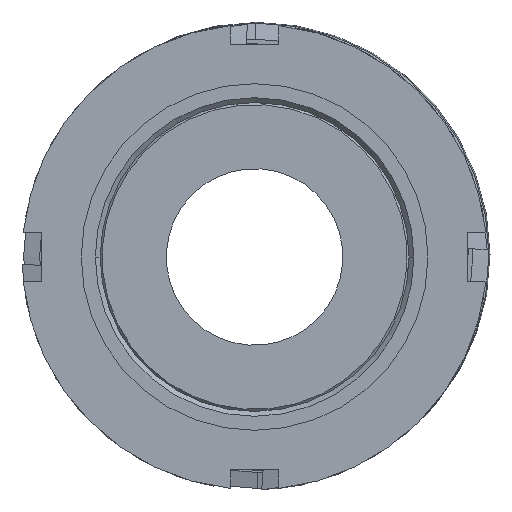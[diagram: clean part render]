
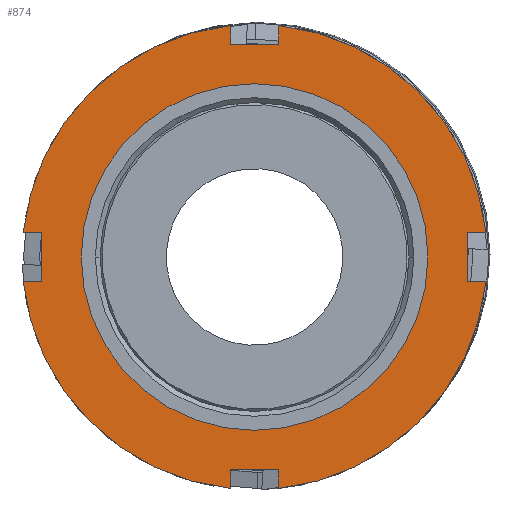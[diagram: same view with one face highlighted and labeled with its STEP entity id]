
A CAD part, front view. The second image highlights one B-rep face of the part: STEP entity #874.
In plain terms, the highlighted planar face has unit normal (0, -1, 0).
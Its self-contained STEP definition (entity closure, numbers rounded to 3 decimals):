
#47 = VERTEX_POINT ( 'NONE', #1312 ) ;
#56 = EDGE_CURVE ( 'NONE', #2883, #2808, #887, .T. ) ;
#61 = VERTEX_POINT ( 'NONE', #3105 ) ;
#66 = ORIENTED_EDGE ( 'NONE', *, *, #56, .T. ) ;
#69 = EDGE_LOOP ( 'NONE', ( #2993, #1824 ) ) ;
#76 = DIRECTION ( 'NONE',  ( -1., 0., 0. ) ) ;
#92 = AXIS2_PLACEMENT_3D ( 'NONE', #266, #3111, #796 ) ;
#131 = FACE_OUTER_BOUND ( 'NONE', #3074, .T. ) ;
#133 = CARTESIAN_POINT ( 'NONE',  ( 28.844, -20.269, 3. ) ) ;
#222 = EDGE_CURVE ( 'NONE', #1809, #1089, #1698, .T. ) ;
#229 = DIRECTION ( 'NONE',  ( -1., 0., 0. ) ) ;
#235 = DIRECTION ( 'NONE',  ( 0., 1., 0. ) ) ;
#260 = CARTESIAN_POINT ( 'NONE',  ( 21.6, -20.269, 3. ) ) ;
#261 = CIRCLE ( 'NONE', #1961, 29. ) ;
#266 = CARTESIAN_POINT ( 'NONE',  ( 0., -20.269, 0. ) ) ;
#274 = CARTESIAN_POINT ( 'NONE',  ( -26.5, -20.269, 3. ) ) ;
#276 = AXIS2_PLACEMENT_3D ( 'NONE', #942, #649, #1466 ) ;
#423 = PLANE ( 'NONE',  #276 ) ;
#449 = VERTEX_POINT ( 'NONE', #2724 ) ;
#470 = DIRECTION ( 'NONE',  ( 0., 1., 0. ) ) ;
#494 = CARTESIAN_POINT ( 'NONE',  ( 26.5, -20.269, 0. ) ) ;
#523 = ORIENTED_EDGE ( 'NONE', *, *, #808, .T. ) ;
#560 = CIRCLE ( 'NONE', #1510, 21.6 ) ;
#579 = CARTESIAN_POINT ( 'NONE',  ( 3., -20.269, 0. ) ) ;
#624 = ORIENTED_EDGE ( 'NONE', *, *, #1949, .F. ) ;
#649 = DIRECTION ( 'NONE',  ( 0., 1., 0. ) ) ;
#721 = VECTOR ( 'NONE', #1320, 1000. ) ;
#726 = CIRCLE ( 'NONE', #2865, 29. ) ;
#743 = DIRECTION ( 'NONE',  ( 0., 0., -1. ) ) ;
#780 = DIRECTION ( 'NONE',  ( -1., 0., 0. ) ) ;
#794 = VERTEX_POINT ( 'NONE', #1135 ) ;
#796 = DIRECTION ( 'NONE',  ( -1., 0., 0. ) ) ;
#804 = ORIENTED_EDGE ( 'NONE', *, *, #1762, .F. ) ;
#808 = EDGE_CURVE ( 'NONE', #1151, #47, #1086, .T. ) ;
#812 = VERTEX_POINT ( 'NONE', #133 ) ;
#820 = CARTESIAN_POINT ( 'NONE',  ( 0., -20.269, 0. ) ) ;
#824 = CARTESIAN_POINT ( 'NONE',  ( 0., -20.269, 0. ) ) ;
#825 = CARTESIAN_POINT ( 'NONE',  ( 0., -20.269, -26.5 ) ) ;
#841 = DIRECTION ( 'NONE',  ( 0., 0., 1. ) ) ;
#844 = DIRECTION ( 'NONE',  ( 0., 1., 0. ) ) ;
#867 = AXIS2_PLACEMENT_3D ( 'NONE', #2272, #235, #229 ) ;
#874 = ADVANCED_FACE ( 'NONE', ( #2963, #131 ), #423, .F. ) ;
#887 = LINE ( 'NONE', #1579, #721 ) ;
#902 = CARTESIAN_POINT ( 'NONE',  ( 26.5, -20.269, 3. ) ) ;
#917 = EDGE_CURVE ( 'NONE', #1151, #3020, #3001, .T. ) ;
#942 = CARTESIAN_POINT ( 'NONE',  ( 21.6, -20.269, 0. ) ) ;
#948 = EDGE_CURVE ( 'NONE', #449, #61, #2645, .T. ) ;
#959 = CARTESIAN_POINT ( 'NONE',  ( 0., -20.269, 0. ) ) ;
#994 = CARTESIAN_POINT ( 'NONE',  ( -21.6, -20.269, 0. ) ) ;
#1007 = EDGE_CURVE ( 'NONE', #1311, #1585, #1964, .T. ) ;
#1086 = LINE ( 'NONE', #1667, #2444 ) ;
#1089 = VERTEX_POINT ( 'NONE', #3245 ) ;
#1094 = ORIENTED_EDGE ( 'NONE', *, *, #2956, .F. ) ;
#1107 = ORIENTED_EDGE ( 'NONE', *, *, #222, .F. ) ;
#1127 = VECTOR ( 'NONE', #780, 1000. ) ;
#1135 = CARTESIAN_POINT ( 'NONE',  ( -3., -20.269, 28.844 ) ) ;
#1137 = EDGE_CURVE ( 'NONE', #1089, #812, #1644, .T. ) ;
#1146 = DIRECTION ( 'NONE',  ( -1., 0., 0. ) ) ;
#1151 = VERTEX_POINT ( 'NONE', #2851 ) ;
#1154 = CARTESIAN_POINT ( 'NONE',  ( 0., -20.269, 26.5 ) ) ;
#1168 = DIRECTION ( 'NONE',  ( 0., 0., 1. ) ) ;
#1184 = VERTEX_POINT ( 'NONE', #2832 ) ;
#1243 = EDGE_CURVE ( 'NONE', #1585, #1311, #560, .T. ) ;
#1261 = ORIENTED_EDGE ( 'NONE', *, *, #1870, .F. ) ;
#1311 = VERTEX_POINT ( 'NONE', #2631 ) ;
#1312 = CARTESIAN_POINT ( 'NONE',  ( -28.844, -20.269, -3. ) ) ;
#1320 = DIRECTION ( 'NONE',  ( 0., 0., -1. ) ) ;
#1321 = VECTOR ( 'NONE', #743, 1000. ) ;
#1383 = CIRCLE ( 'NONE', #867, 29. ) ;
#1410 = ORIENTED_EDGE ( 'NONE', *, *, #2800, .F. ) ;
#1464 = CARTESIAN_POINT ( 'NONE',  ( 28.844, -20.269, -3. ) ) ;
#1465 = LINE ( 'NONE', #2761, #3190 ) ;
#1466 = DIRECTION ( 'NONE',  ( -1., 0., 0. ) ) ;
#1498 = ORIENTED_EDGE ( 'NONE', *, *, #1137, .F. ) ;
#1510 = AXIS2_PLACEMENT_3D ( 'NONE', #824, #2380, #76 ) ;
#1577 = ORIENTED_EDGE ( 'NONE', *, *, #948, .F. ) ;
#1579 = CARTESIAN_POINT ( 'NONE',  ( 3., -20.269, 0. ) ) ;
#1585 = VERTEX_POINT ( 'NONE', #994 ) ;
#1587 = EDGE_CURVE ( 'NONE', #2364, #3046, #1997, .T. ) ;
#1594 = DIRECTION ( 'NONE',  ( 1., 0., 0. ) ) ;
#1602 = CARTESIAN_POINT ( 'NONE',  ( 3., -20.269, -28.844 ) ) ;
#1623 = DIRECTION ( 'NONE',  ( -1., 0., 0. ) ) ;
#1628 = DIRECTION ( 'NONE',  ( -1., 0., 0. ) ) ;
#1644 = CIRCLE ( 'NONE', #92, 29. ) ;
#1667 = CARTESIAN_POINT ( 'NONE',  ( 21.6, -20.269, -3. ) ) ;
#1674 = CARTESIAN_POINT ( 'NONE',  ( 3., -20.269, 26.5 ) ) ;
#1698 = LINE ( 'NONE', #579, #2648 ) ;
#1745 = LINE ( 'NONE', #2156, #2326 ) ;
#1762 = EDGE_CURVE ( 'NONE', #2883, #449, #1823, .T. ) ;
#1784 = EDGE_CURVE ( 'NONE', #1184, #1809, #2055, .T. ) ;
#1809 = VERTEX_POINT ( 'NONE', #1674 ) ;
#1823 = LINE ( 'NONE', #825, #3275 ) ;
#1824 = ORIENTED_EDGE ( 'NONE', *, *, #1007, .T. ) ;
#1861 = VERTEX_POINT ( 'NONE', #1464 ) ;
#1870 = EDGE_CURVE ( 'NONE', #1932, #794, #261, .T. ) ;
#1891 = ORIENTED_EDGE ( 'NONE', *, *, #2419, .F. ) ;
#1928 = EDGE_CURVE ( 'NONE', #2364, #812, #1465, .T. ) ;
#1932 = VERTEX_POINT ( 'NONE', #2237 ) ;
#1949 = EDGE_CURVE ( 'NONE', #61, #47, #1383, .T. ) ;
#1961 = AXIS2_PLACEMENT_3D ( 'NONE', #959, #470, #1991 ) ;
#1964 = CIRCLE ( 'NONE', #2943, 21.6 ) ;
#1969 = DIRECTION ( 'NONE',  ( 1., 0., 0. ) ) ;
#1991 = DIRECTION ( 'NONE',  ( -1., 0., 0. ) ) ;
#1997 = LINE ( 'NONE', #494, #1321 ) ;
#2055 = LINE ( 'NONE', #1154, #2575 ) ;
#2082 = VECTOR ( 'NONE', #2949, 1000. ) ;
#2084 = CARTESIAN_POINT ( 'NONE',  ( 26.5, -20.269, -3. ) ) ;
#2145 = DIRECTION ( 'NONE',  ( -1., 0., 0. ) ) ;
#2156 = CARTESIAN_POINT ( 'NONE',  ( -3., -20.269, 0. ) ) ;
#2206 = EDGE_CURVE ( 'NONE', #1184, #794, #1745, .T. ) ;
#2237 = CARTESIAN_POINT ( 'NONE',  ( -28.844, -20.269, 3. ) ) ;
#2239 = ORIENTED_EDGE ( 'NONE', *, *, #1784, .F. ) ;
#2272 = CARTESIAN_POINT ( 'NONE',  ( 0., -20.269, 0. ) ) ;
#2326 = VECTOR ( 'NONE', #2630, 1000. ) ;
#2364 = VERTEX_POINT ( 'NONE', #902 ) ;
#2380 = DIRECTION ( 'NONE',  ( 0., 1., 0. ) ) ;
#2400 = CARTESIAN_POINT ( 'NONE',  ( 0., -20.269, 0. ) ) ;
#2419 = EDGE_CURVE ( 'NONE', #1861, #2808, #726, .T. ) ;
#2423 = DIRECTION ( 'NONE',  ( 1., 0., 0. ) ) ;
#2440 = LINE ( 'NONE', #3135, #2767 ) ;
#2444 = VECTOR ( 'NONE', #2145, 1000. ) ;
#2544 = ORIENTED_EDGE ( 'NONE', *, *, #917, .F. ) ;
#2575 = VECTOR ( 'NONE', #2423, 1000. ) ;
#2576 = ORIENTED_EDGE ( 'NONE', *, *, #2206, .T. ) ;
#2606 = LINE ( 'NONE', #260, #1127 ) ;
#2618 = ORIENTED_EDGE ( 'NONE', *, *, #1928, .T. ) ;
#2630 = DIRECTION ( 'NONE',  ( 0., 0., 1. ) ) ;
#2631 = CARTESIAN_POINT ( 'NONE',  ( 21.6, -20.269, 0. ) ) ;
#2645 = LINE ( 'NONE', #3241, #2082 ) ;
#2648 = VECTOR ( 'NONE', #841, 1000. ) ;
#2667 = DIRECTION ( 'NONE',  ( 0., 1., 0. ) ) ;
#2703 = CARTESIAN_POINT ( 'NONE',  ( -26.5, -20.269, 0. ) ) ;
#2724 = CARTESIAN_POINT ( 'NONE',  ( -3., -20.269, -26.5 ) ) ;
#2761 = CARTESIAN_POINT ( 'NONE',  ( 21.6, -20.269, 3. ) ) ;
#2764 = VECTOR ( 'NONE', #1168, 1000. ) ;
#2767 = VECTOR ( 'NONE', #1594, 1000. ) ;
#2800 = EDGE_CURVE ( 'NONE', #3046, #1861, #2440, .T. ) ;
#2808 = VERTEX_POINT ( 'NONE', #1602 ) ;
#2832 = CARTESIAN_POINT ( 'NONE',  ( -3., -20.269, 26.5 ) ) ;
#2851 = CARTESIAN_POINT ( 'NONE',  ( -26.5, -20.269, -3. ) ) ;
#2865 = AXIS2_PLACEMENT_3D ( 'NONE', #2400, #2667, #1628 ) ;
#2883 = VERTEX_POINT ( 'NONE', #3026 ) ;
#2943 = AXIS2_PLACEMENT_3D ( 'NONE', #820, #844, #1623 ) ;
#2949 = DIRECTION ( 'NONE',  ( 0., 0., -1. ) ) ;
#2956 = EDGE_CURVE ( 'NONE', #3020, #1932, #2606, .T. ) ;
#2963 = FACE_BOUND ( 'NONE', #69, .T. ) ;
#2993 = ORIENTED_EDGE ( 'NONE', *, *, #1243, .T. ) ;
#3001 = LINE ( 'NONE', #2703, #2764 ) ;
#3020 = VERTEX_POINT ( 'NONE', #274 ) ;
#3026 = CARTESIAN_POINT ( 'NONE',  ( 3., -20.269, -26.5 ) ) ;
#3046 = VERTEX_POINT ( 'NONE', #2084 ) ;
#3074 = EDGE_LOOP ( 'NONE', ( #1094, #2544, #523, #624, #1577, #804, #66, #1891, #1410, #3238, #2618, #1498, #1107, #2239, #2576, #1261 ) ) ;
#3105 = CARTESIAN_POINT ( 'NONE',  ( -3., -20.269, -28.844 ) ) ;
#3111 = DIRECTION ( 'NONE',  ( 0., 1., 0. ) ) ;
#3135 = CARTESIAN_POINT ( 'NONE',  ( 21.6, -20.269, -3. ) ) ;
#3190 = VECTOR ( 'NONE', #1969, 1000. ) ;
#3238 = ORIENTED_EDGE ( 'NONE', *, *, #1587, .F. ) ;
#3241 = CARTESIAN_POINT ( 'NONE',  ( -3., -20.269, 0. ) ) ;
#3245 = CARTESIAN_POINT ( 'NONE',  ( 3., -20.269, 28.844 ) ) ;
#3275 = VECTOR ( 'NONE', #1146, 1000. ) ;
